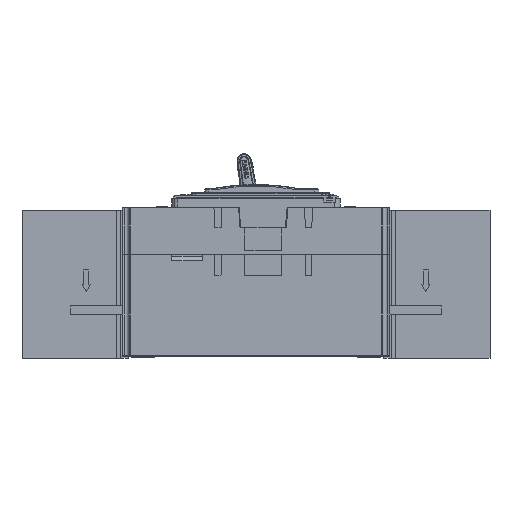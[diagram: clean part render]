
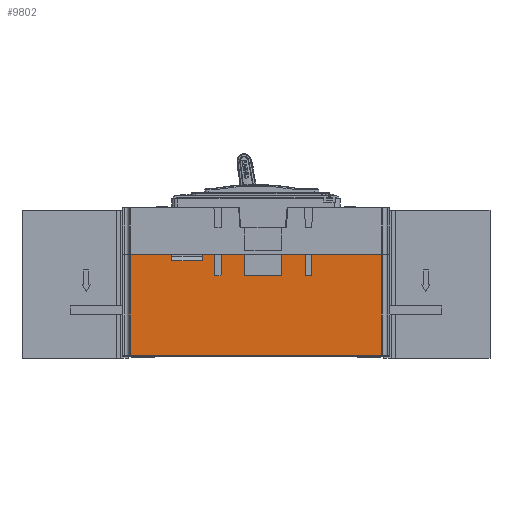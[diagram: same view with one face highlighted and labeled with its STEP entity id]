
A CAD part, front view. The second image highlights one B-rep face of the part: STEP entity #9802.
In plain terms, the highlighted planar face has unit normal (0, -1, 0).
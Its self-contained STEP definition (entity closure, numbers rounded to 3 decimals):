
#3483=PLANE('',#77190);
#5961=CIRCLE('',#77136,0.5);
#5964=CIRCLE('',#77141,0.5);
#5965=CIRCLE('',#77144,0.5);
#5966=CIRCLE('',#77148,0.5);
#5967=CIRCLE('',#77159,0.5);
#5970=CIRCLE('',#77164,0.5);
#9802=ADVANCED_FACE('',(#14673),#3483,.T.);
#14673=FACE_OUTER_BOUND('',#18961,.T.);
#18961=EDGE_LOOP('',(#39050,#39051,#39052,#39053,#39054,#39055,#39056,#39057,
#39058,#39059,#39060,#39061,#39062,#39063,#39064,#39065,#39066,#39067,#39068,
#39069,#39070,#39071,#39072,#39073,#39074,#39075));
#39050=ORIENTED_EDGE('',*,*,#57243,.T.);
#39051=ORIENTED_EDGE('',*,*,#57244,.T.);
#39052=ORIENTED_EDGE('',*,*,#57153,.T.);
#39053=ORIENTED_EDGE('',*,*,#57161,.T.);
#39054=ORIENTED_EDGE('',*,*,#57159,.F.);
#39055=ORIENTED_EDGE('',*,*,#57167,.T.);
#39056=ORIENTED_EDGE('',*,*,#57169,.T.);
#39057=ORIENTED_EDGE('',*,*,#57245,.T.);
#39058=ORIENTED_EDGE('',*,*,#57179,.T.);
#39059=ORIENTED_EDGE('',*,*,#57183,.T.);
#39060=ORIENTED_EDGE('',*,*,#57186,.F.);
#39061=ORIENTED_EDGE('',*,*,#57173,.T.);
#39062=ORIENTED_EDGE('',*,*,#57195,.T.);
#39063=ORIENTED_EDGE('',*,*,#57246,.T.);
#39064=ORIENTED_EDGE('',*,*,#57196,.T.);
#39065=ORIENTED_EDGE('',*,*,#57204,.T.);
#39066=ORIENTED_EDGE('',*,*,#57202,.F.);
#39067=ORIENTED_EDGE('',*,*,#57210,.T.);
#39068=ORIENTED_EDGE('',*,*,#57212,.T.);
#39069=ORIENTED_EDGE('',*,*,#57247,.T.);
#39070=ORIENTED_EDGE('',*,*,#57216,.F.);
#39071=ORIENTED_EDGE('',*,*,#57219,.F.);
#39072=ORIENTED_EDGE('',*,*,#57222,.T.);
#39073=ORIENTED_EDGE('',*,*,#57248,.F.);
#39074=ORIENTED_EDGE('',*,*,#57241,.T.);
#39075=ORIENTED_EDGE('',*,*,#57249,.T.);
#47299=VERTEX_POINT('',#123222);
#47300=VERTEX_POINT('',#123223);
#47305=VERTEX_POINT('',#123234);
#47306=VERTEX_POINT('',#123236);
#47309=VERTEX_POINT('',#123249);
#47310=VERTEX_POINT('',#123253);
#47311=VERTEX_POINT('',#123257);
#47314=VERTEX_POINT('',#123265);
#47319=VERTEX_POINT('',#123278);
#47320=VERTEX_POINT('',#123280);
#47322=VERTEX_POINT('',#123289);
#47328=VERTEX_POINT('',#123312);
#47329=VERTEX_POINT('',#123316);
#47330=VERTEX_POINT('',#123317);
#47335=VERTEX_POINT('',#123328);
#47336=VERTEX_POINT('',#123330);
#47339=VERTEX_POINT('',#123343);
#47340=VERTEX_POINT('',#123347);
#47342=VERTEX_POINT('',#123352);
#47344=VERTEX_POINT('',#123356);
#47346=VERTEX_POINT('',#123362);
#47348=VERTEX_POINT('',#123368);
#47360=VERTEX_POINT('',#123470);
#47361=VERTEX_POINT('',#123474);
#47362=VERTEX_POINT('',#123478);
#47363=VERTEX_POINT('',#123479);
#57153=EDGE_CURVE('',#47299,#47300,#63971,.T.);
#57159=EDGE_CURVE('',#47305,#47306,#63977,.T.);
#57161=EDGE_CURVE('',#47300,#47306,#5961,.T.);
#57167=EDGE_CURVE('',#47305,#47309,#5964,.T.);
#57169=EDGE_CURVE('',#47309,#47310,#63983,.T.);
#57173=EDGE_CURVE('',#47311,#47314,#5965,.T.);
#57179=EDGE_CURVE('',#47320,#47319,#63991,.T.);
#57183=EDGE_CURVE('',#47319,#47322,#5966,.T.);
#57186=EDGE_CURVE('',#47311,#47322,#63996,.T.);
#57195=EDGE_CURVE('',#47314,#47328,#64003,.T.);
#57196=EDGE_CURVE('',#47329,#47330,#64004,.T.);
#57202=EDGE_CURVE('',#47335,#47336,#64010,.T.);
#57204=EDGE_CURVE('',#47330,#47336,#5967,.T.);
#57210=EDGE_CURVE('',#47335,#47339,#5970,.T.);
#57212=EDGE_CURVE('',#47339,#47340,#64016,.T.);
#57216=EDGE_CURVE('',#47344,#47342,#64020,.T.);
#57219=EDGE_CURVE('',#47346,#47344,#64023,.T.);
#57222=EDGE_CURVE('',#47346,#47348,#64026,.T.);
#57241=EDGE_CURVE('',#47361,#47360,#64031,.T.);
#57243=EDGE_CURVE('',#47362,#47363,#64032,.T.);
#57244=EDGE_CURVE('',#47363,#47299,#64033,.T.);
#57245=EDGE_CURVE('',#47310,#47320,#64034,.T.);
#57246=EDGE_CURVE('',#47328,#47329,#64035,.T.);
#57247=EDGE_CURVE('',#47340,#47342,#64036,.T.);
#57248=EDGE_CURVE('',#47361,#47348,#64037,.T.);
#57249=EDGE_CURVE('',#47360,#47362,#64038,.T.);
#63971=LINE('',#123221,#70800);
#63977=LINE('',#123235,#70806);
#63983=LINE('',#123254,#70812);
#63991=LINE('',#123279,#70820);
#63996=LINE('',#123296,#70825);
#64003=LINE('',#123313,#70832);
#64004=LINE('',#123315,#70833);
#64010=LINE('',#123329,#70839);
#64016=LINE('',#123348,#70845);
#64020=LINE('',#123357,#70849);
#64023=LINE('',#123363,#70852);
#64026=LINE('',#123369,#70855);
#64031=LINE('',#123473,#70860);
#64032=LINE('',#123477,#70861);
#64033=LINE('',#123480,#70862);
#64034=LINE('',#123481,#70863);
#64035=LINE('',#123482,#70864);
#64036=LINE('',#123483,#70865);
#64037=LINE('',#123484,#70866);
#64038=LINE('',#123485,#70867);
#70800=VECTOR('',#94728,1.);
#70806=VECTOR('',#94736,1.);
#70812=VECTOR('',#94758,1.);
#70820=VECTOR('',#94774,1.);
#70825=VECTOR('',#94785,1.);
#70832=VECTOR('',#94804,1.);
#70833=VECTOR('',#94807,1.);
#70839=VECTOR('',#94815,1.);
#70845=VECTOR('',#94837,1.);
#70849=VECTOR('',#94843,1.);
#70852=VECTOR('',#94848,1.);
#70855=VECTOR('',#94853,1.);
#70860=VECTOR('',#94896,1.);
#70861=VECTOR('',#94901,1.);
#70862=VECTOR('',#94902,1.);
#70863=VECTOR('',#94903,1.);
#70864=VECTOR('',#94904,1.);
#70865=VECTOR('',#94905,1.);
#70866=VECTOR('',#94906,1.);
#70867=VECTOR('',#94907,1.);
#77136=AXIS2_PLACEMENT_3D('',#123239,#94740,#94741);
#77141=AXIS2_PLACEMENT_3D('',#123250,#94753,#94754);
#77144=AXIS2_PLACEMENT_3D('',#123266,#94763,#94764);
#77148=AXIS2_PLACEMENT_3D('',#123290,#94779,#94780);
#77159=AXIS2_PLACEMENT_3D('',#123333,#94819,#94820);
#77164=AXIS2_PLACEMENT_3D('',#123344,#94832,#94833);
#77190=AXIS2_PLACEMENT_3D('',#123486,#94908,#94909);
#94728=DIRECTION('',(0.,0.,-1.));
#94736=DIRECTION('',(1.,0.,0.));
#94740=DIRECTION('',(0.,1.,0.));
#94741=DIRECTION('',(1.,0.,0.));
#94753=DIRECTION('',(0.,1.,0.));
#94754=DIRECTION('',(0.,0.,-1.));
#94758=DIRECTION('',(0.,0.,1.));
#94763=DIRECTION('',(0.,1.,0.));
#94764=DIRECTION('',(0.,0.,-1.));
#94774=DIRECTION('',(0.,0.,-1.));
#94779=DIRECTION('',(0.,1.,0.));
#94780=DIRECTION('',(1.,0.,0.));
#94785=DIRECTION('',(1.,0.,0.));
#94804=DIRECTION('',(0.,0.,1.));
#94807=DIRECTION('',(0.,0.,-1.));
#94815=DIRECTION('',(1.,0.,0.));
#94819=DIRECTION('',(0.,1.,0.));
#94820=DIRECTION('',(1.,0.,0.));
#94832=DIRECTION('',(0.,1.,0.));
#94833=DIRECTION('',(0.,0.,-1.));
#94837=DIRECTION('',(0.,0.,1.));
#94843=DIRECTION('',(0.,0.,1.));
#94848=DIRECTION('',(1.,0.,0.));
#94853=DIRECTION('',(0.,0.,1.));
#94896=DIRECTION('',(0.,0.,-1.));
#94901=DIRECTION('',(0.,0.,1.));
#94902=DIRECTION('',(-1.,0.,0.));
#94903=DIRECTION('',(-1.,0.,0.));
#94904=DIRECTION('',(-1.,0.,0.));
#94905=DIRECTION('',(-1.,0.,0.));
#94906=DIRECTION('',(1.,0.,0.));
#94907=DIRECTION('',(1.,0.,0.));
#94908=DIRECTION('',(0.,-1.,0.));
#94909=DIRECTION('',(-1.,0.,0.));
#123221=CARTESIAN_POINT('',(92.,0.,-1.));
#123222=CARTESIAN_POINT('',(92.,0.,-1.));
#123223=CARTESIAN_POINT('',(92.,0.,-10.8));
#123234=CARTESIAN_POINT('',(89.5,0.,-11.3));
#123235=CARTESIAN_POINT('',(89.5,0.,-11.3));
#123236=CARTESIAN_POINT('',(91.5,0.,-11.3));
#123239=CARTESIAN_POINT('',(91.5,0.,-10.8));
#123249=CARTESIAN_POINT('',(89.,0.,-10.8));
#123250=CARTESIAN_POINT('',(89.5,0.,-10.8));
#123253=CARTESIAN_POINT('',(89.,0.,-1.));
#123254=CARTESIAN_POINT('',(89.,0.,-10.8));
#123257=CARTESIAN_POINT('',(60.,0.,-11.3));
#123265=CARTESIAN_POINT('',(59.5,0.,-10.8));
#123266=CARTESIAN_POINT('',(60.,0.,-10.8));
#123278=CARTESIAN_POINT('',(77.5,0.,-10.8));
#123279=CARTESIAN_POINT('',(77.5,0.,-1.));
#123280=CARTESIAN_POINT('',(77.5,0.,-1.));
#123289=CARTESIAN_POINT('',(77.,0.,-11.3));
#123290=CARTESIAN_POINT('',(77.,0.,-10.8));
#123296=CARTESIAN_POINT('',(60.,0.,-11.3));
#123312=CARTESIAN_POINT('',(59.5,0.,-1.));
#123313=CARTESIAN_POINT('',(59.5,0.,-10.8));
#123315=CARTESIAN_POINT('',(48.,0.,-1.));
#123316=CARTESIAN_POINT('',(48.,0.,-1.));
#123317=CARTESIAN_POINT('',(48.,0.,-10.8));
#123328=CARTESIAN_POINT('',(45.5,0.,-11.3));
#123329=CARTESIAN_POINT('',(45.5,0.,-11.3));
#123330=CARTESIAN_POINT('',(47.5,0.,-11.3));
#123333=CARTESIAN_POINT('',(47.5,0.,-10.8));
#123343=CARTESIAN_POINT('',(45.,0.,-10.8));
#123344=CARTESIAN_POINT('',(45.5,0.,-10.8));
#123347=CARTESIAN_POINT('',(45.,0.,-1.));
#123348=CARTESIAN_POINT('',(45.,0.,-10.8));
#123352=CARTESIAN_POINT('',(39.,0.,-1.));
#123356=CARTESIAN_POINT('',(39.,0.,-4.));
#123357=CARTESIAN_POINT('',(39.,0.,-4.));
#123362=CARTESIAN_POINT('',(24.,0.,-4.));
#123363=CARTESIAN_POINT('',(24.,0.,-4.));
#123368=CARTESIAN_POINT('',(24.,0.,-1.));
#123369=CARTESIAN_POINT('',(24.,0.,-4.));
#123470=CARTESIAN_POINT('',(3.736,0.,-50.));
#123473=CARTESIAN_POINT('',(3.736,0.,-1.));
#123474=CARTESIAN_POINT('',(3.736,0.,-1.));
#123477=CARTESIAN_POINT('',(126.264,0.,-50.));
#123478=CARTESIAN_POINT('',(126.264,0.,-50.));
#123479=CARTESIAN_POINT('',(126.264,0.,-1.));
#123480=CARTESIAN_POINT('',(126.264,0.,-1.));
#123481=CARTESIAN_POINT('',(89.,0.,-1.));
#123482=CARTESIAN_POINT('',(59.5,0.,-1.));
#123483=CARTESIAN_POINT('',(45.,0.,-1.));
#123484=CARTESIAN_POINT('',(3.736,0.,-1.));
#123485=CARTESIAN_POINT('',(3.736,0.,-50.));
#123486=CARTESIAN_POINT('',(0.,0.,-55.5));
